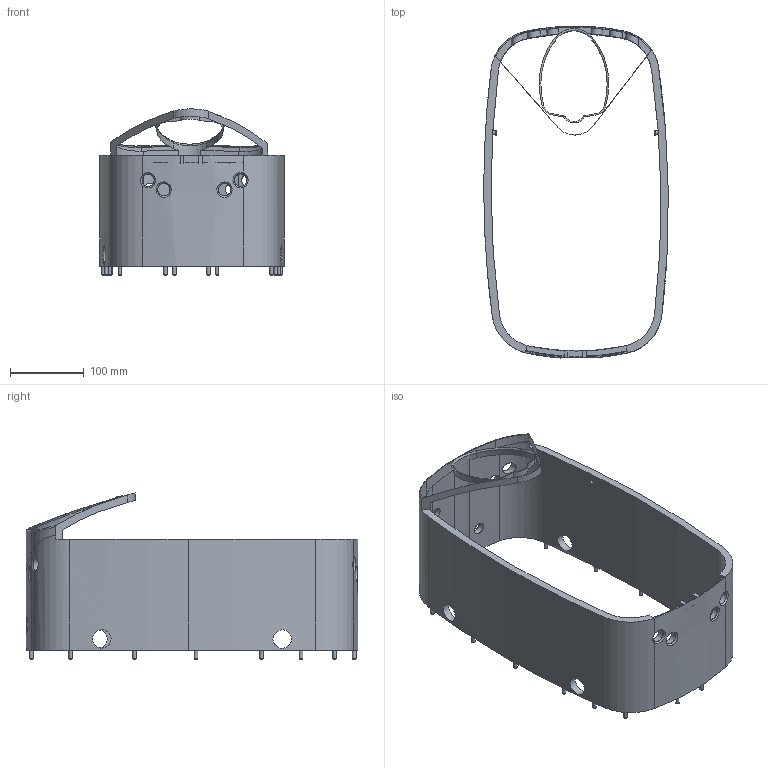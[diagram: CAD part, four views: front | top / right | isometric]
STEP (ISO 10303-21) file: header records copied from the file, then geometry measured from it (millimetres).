
FILE_DESCRIPTION(('HOOPS Exchange Step'),'2;1');
FILE_NAME('temp_export','2022-08-07T11:11:06+02:00',('asadu'),('Shapr3D Limited'),'HOOPS Exchange 2022.0','Shapr3D','Authorized');
FILE_SCHEMA( ('AP203_CONFIGURATION_CONTROLLED_3D_DESIGN_OF_MECHANICAL_PARTS_AND_ASSEMBLIES_MIM_LF') );
Length unit declared in the file: millimetre
Products named in the file (3): Rope pin; lower Body; root
Assembly tree (2 placements, depth 3):
  root
    lower Body
      Rope pin
Bounding box: 249.98 x 449.22 x 224.92 mm (x, y, z)
Volume: 273.3 mm3; surface area: 399488.5 mm2
Topology: 2 solids, 3 shells, 178 faces, 478 edges, 320 vertices
Faces by surface type: cylinder 71, bspline 51, plane 38, cone 15, torus 3
Full cylindrical faces by diameter (mm): 5 x19, 7 x4, 15.7 x2, 17.2 x4, 25 x4
Entity records: 24711 total; most frequent: CARTESIAN_POINT 20428, ORIENTED_EDGE 956, DIRECTION 686, EDGE_CURVE 478, VERTEX_POINT 320, AXIS2_PLACEMENT_3D 284, EDGE_LOOP 232, FACE_BOUND 232
